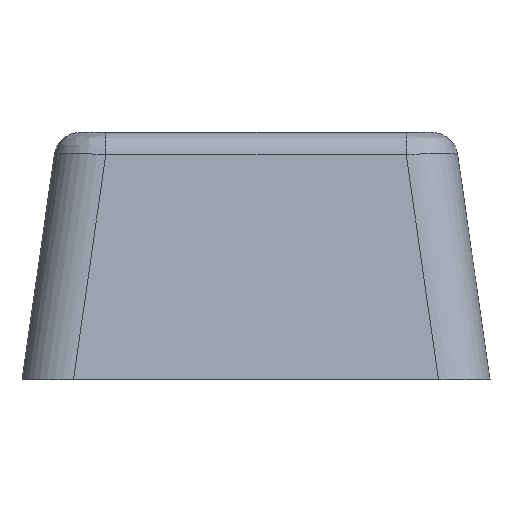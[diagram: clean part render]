
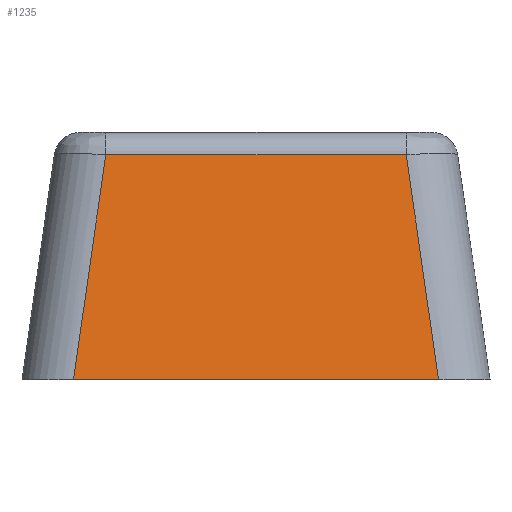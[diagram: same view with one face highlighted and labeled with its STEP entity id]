
A CAD part, left-side view. The second image highlights one B-rep face of the part: STEP entity #1235.
In plain terms, the highlighted planar face has unit normal (-0.99, 0, 0.142).
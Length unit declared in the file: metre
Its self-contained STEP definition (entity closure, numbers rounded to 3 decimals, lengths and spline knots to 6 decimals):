
#74=LINE('',#1858,#224);
#81=LINE('',#1886,#231);
#82=LINE('',#1888,#232);
#83=LINE('',#1890,#233);
#224=VECTOR('',#1478,1.);
#231=VECTOR('',#1501,1.);
#232=VECTOR('',#1502,1.);
#233=VECTOR('',#1503,1.);
#398=ORIENTED_EDGE('',*,*,#744,.T.);
#399=ORIENTED_EDGE('',*,*,#758,.T.);
#400=ORIENTED_EDGE('',*,*,#759,.T.);
#401=ORIENTED_EDGE('',*,*,#760,.T.);
#744=EDGE_CURVE('',#925,#924,#74,.T.);
#758=EDGE_CURVE('',#924,#938,#81,.T.);
#759=EDGE_CURVE('',#938,#939,#82,.F.);
#760=EDGE_CURVE('',#939,#925,#83,.F.);
#924=VERTEX_POINT('',#1857);
#925=VERTEX_POINT('',#1859);
#938=VERTEX_POINT('',#1887);
#939=VERTEX_POINT('',#1889);
#1026=EDGE_LOOP('',(#398,#399,#400,#401));
#1106=FACE_BOUND('',#1026,.T.);
#1180=PLANE('',#1337);
#1235=ADVANCED_FACE('',(#1106),#1180,.T.);
#1337=AXIS2_PLACEMENT_3D('',#1885,#1499,#1500);
#1478=DIRECTION('',(0.,-1.,0.));
#1499=DIRECTION('',(-0.99,0.,0.142));
#1500=DIRECTION('',(0.142,0.,0.99));
#1501=DIRECTION('',(0.141,0.141,0.98));
#1502=DIRECTION('',(0.,-1.,0.));
#1503=DIRECTION('',(0.141,-0.141,0.98));
#1857=CARTESIAN_POINT('',(0.088,-0.01702,0.));
#1858=CARTESIAN_POINT('',(0.088,-0.01,0.));
#1859=CARTESIAN_POINT('',(0.088,-0.00298,0.));
#1885=CARTESIAN_POINT('',(0.088,-0.019,0.));
#1886=CARTESIAN_POINT('',(0.087961,-0.01706,-0.000273));
#1887=CARTESIAN_POINT('',(0.089243,-0.015777,0.008642));
#1888=CARTESIAN_POINT('',(0.089243,-0.019,0.008642));
#1889=CARTESIAN_POINT('',(0.089243,-0.004223,0.008642));
#1890=CARTESIAN_POINT('',(0.088318,-0.003298,0.002213));
